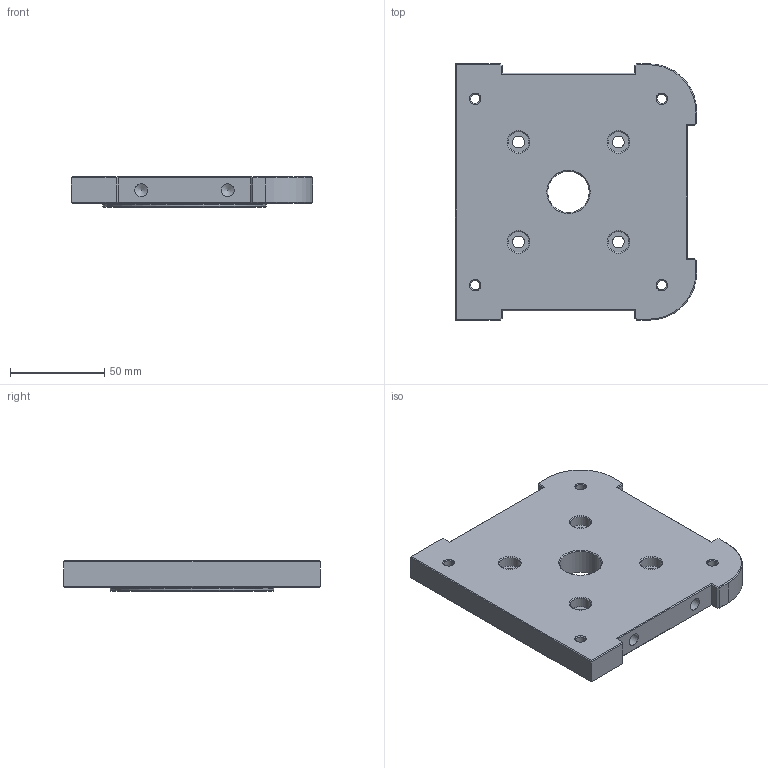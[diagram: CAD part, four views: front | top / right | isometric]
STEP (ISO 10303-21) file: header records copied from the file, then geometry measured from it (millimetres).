
FILE_DESCRIPTION(/* description */ (''),/* implementation_level */ '2;1');
FILE_NAME(/* name */ 'BasePlate_FP-evo v40.step',/* time_stamp */ '2024-10-31T23:43:12+01:00',/* author */ (''),/* organization */ (''),/* preprocessor_version */ 'ST-DEVELOPER v20',/* originating_system */ 'Autodesk Translation Framework v13.20.0.188',/* authorisation */ '');
FILE_SCHEMA (('AUTOMOTIVE_DESIGN { 1 0 10303 214 3 1 1 }'));
Length unit declared in the file: millimetre
Products named in the file (1): BasePlate_FP-evo
Bounding box: 128 x 136 x 16 mm (x, y, z)
Volume: 216652.4 mm3; surface area: 44799.8 mm2
Topology: 1 solids, 1 shells, 127 faces, 287 edges, 168 vertices
Faces by surface type: plane 74, cone 30, cylinder 23
Full cylindrical faces by diameter (mm): 5.035 x4, 6.3 x4, 6.779 x6, 11 x4, 22 x1, 60.2 x1, 87 x1
Entity records: 3494 total; most frequent: DIRECTION 611, CARTESIAN_POINT 577, ORIENTED_EDGE 562, EDGE_CURVE 281, LINE 207, VECTOR 207, AXIS2_PLACEMENT_3D 202, VERTEX_POINT 168
